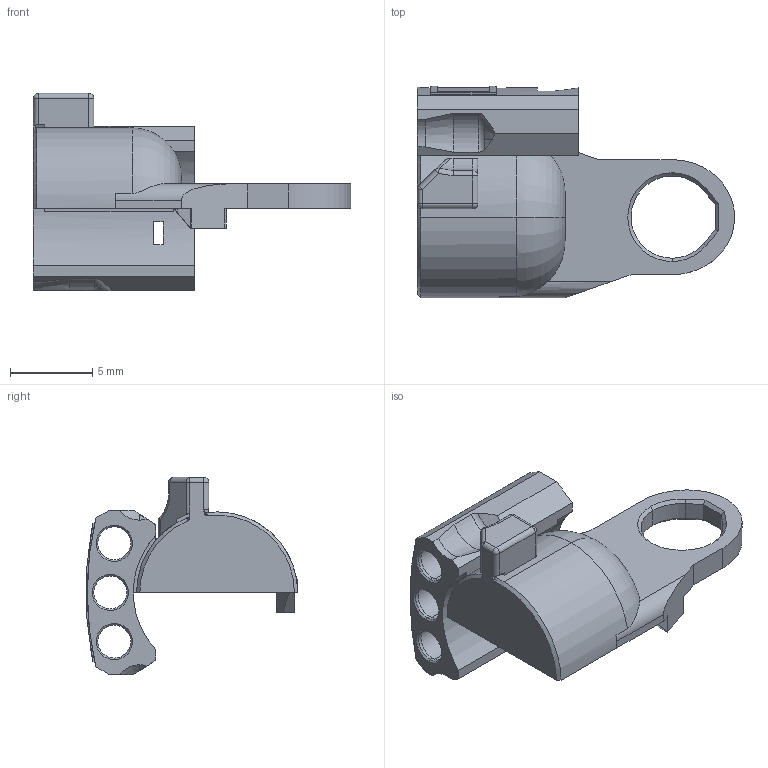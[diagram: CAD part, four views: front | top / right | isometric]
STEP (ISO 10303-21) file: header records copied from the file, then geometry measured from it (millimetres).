
FILE_DESCRIPTION (( 'STEP AP214' ), '1' );
FILE_NAME ('Trichterseite V7.STEP', '2025-11-23T13:38:34', ( '' ), ( '' ), 'SwSTEP 2.0', 'SolidWorks 2025', '' );
FILE_SCHEMA (( 'AUTOMOTIVE_DESIGN' ));
Length unit declared in the file: millimetre
Products named in the file (1): Trichterseite V7
Bounding box: 19.3 x 12.86 x 12 mm (x, y, z)
Volume: 385.1 mm3; surface area: 1003.1 mm2
Topology: 1 solids, 1 shells, 181 faces, 502 edges, 317 vertices
Faces by surface type: plane 81, cylinder 57, cone 26, torus 7, bspline 5, sphere 5
Entity records: 5932 total; most frequent: CARTESIAN_POINT 1352, ORIENTED_EDGE 998, DIRECTION 932, EDGE_CURVE 499, AXIS2_PLACEMENT_3D 334, VERTEX_POINT 317, VECTOR 264, LINE 264
